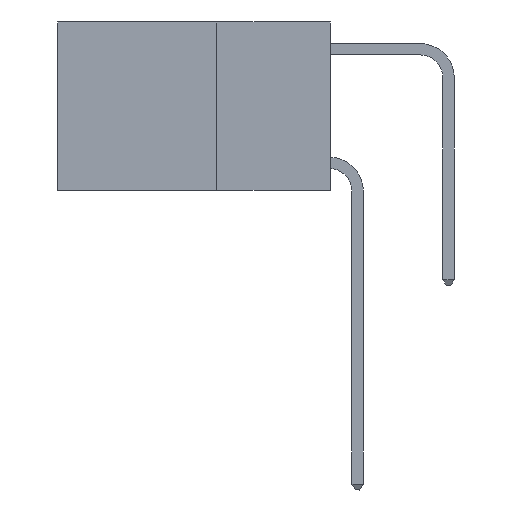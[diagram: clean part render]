
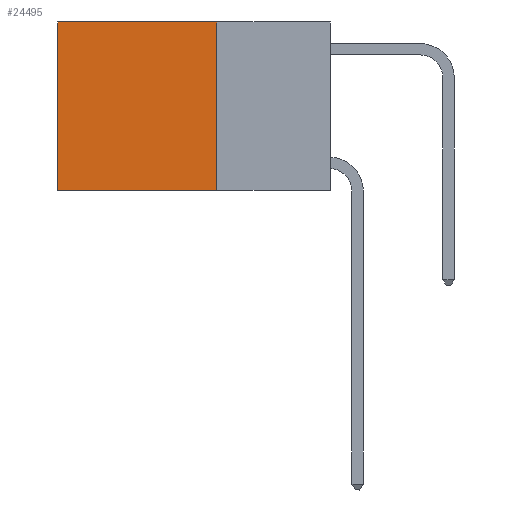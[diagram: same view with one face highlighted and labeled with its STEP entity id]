
A CAD part, left-side view. The second image highlights one B-rep face of the part: STEP entity #24495.
In plain terms, the highlighted planar face has unit normal (-1, 0, 0).
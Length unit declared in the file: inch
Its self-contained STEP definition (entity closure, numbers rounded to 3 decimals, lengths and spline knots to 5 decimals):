
#459 = PLANE ( 'NONE',  #7472 ) ;
#704 = ORIENTED_EDGE ( 'NONE', *, *, #25383, .F. ) ;
#2846 = DIRECTION ( 'NONE',  ( 1., 0., 0. ) ) ;
#4072 = VECTOR ( 'NONE', #21031, 39.37008 ) ;
#4236 = CARTESIAN_POINT ( 'NONE',  ( 0.2625, 0.25, -0.37 ) ) ;
#5210 = EDGE_LOOP ( 'NONE', ( #11568, #17954, #704, #8515 ) ) ;
#7472 = AXIS2_PLACEMENT_3D ( 'NONE', #23760, #2846, #19280 ) ;
#8099 = LINE ( 'NONE', #9199, #19823 ) ;
#8515 = ORIENTED_EDGE ( 'NONE', *, *, #16855, .T. ) ;
#9199 = CARTESIAN_POINT ( 'NONE',  ( 0.2625, 0.6, 0. ) ) ;
#9424 = VECTOR ( 'NONE', #18279, 39.37008 ) ;
#9835 = VERTEX_POINT ( 'NONE', #14779 ) ;
#10604 = DIRECTION ( 'NONE',  ( 0., 0., -1. ) ) ;
#11039 = LINE ( 'NONE', #28132, #4072 ) ;
#11568 = ORIENTED_EDGE ( 'NONE', *, *, #29234, .T. ) ;
#11645 = FACE_OUTER_BOUND ( 'NONE', #5210, .T. ) ;
#12305 = VECTOR ( 'NONE', #10604, 39.37008 ) ;
#12729 = VERTEX_POINT ( 'NONE', #15310 ) ;
#14779 = CARTESIAN_POINT ( 'NONE',  ( 0.2625, 0.25, 0. ) ) ;
#15310 = CARTESIAN_POINT ( 'NONE',  ( 0.2625, 0.6, -0.37 ) ) ;
#15947 = VERTEX_POINT ( 'NONE', #28271 ) ;
#16346 = LINE ( 'NONE', #4236, #9424 ) ;
#16855 = EDGE_CURVE ( 'NONE', #9835, #19166, #11039, .T. ) ;
#17954 = ORIENTED_EDGE ( 'NONE', *, *, #20320, .F. ) ;
#18279 = DIRECTION ( 'NONE',  ( 0., 1., 0. ) ) ;
#19166 = VERTEX_POINT ( 'NONE', #19919 ) ;
#19280 = DIRECTION ( 'NONE',  ( 0., 0., -1. ) ) ;
#19823 = VECTOR ( 'NONE', #23200, 39.37008 ) ;
#19919 = CARTESIAN_POINT ( 'NONE',  ( 0.2625, 0.6, 0. ) ) ;
#20320 = EDGE_CURVE ( 'NONE', #15947, #12729, #16346, .T. ) ;
#21031 = DIRECTION ( 'NONE',  ( 0., 1., 0. ) ) ;
#23200 = DIRECTION ( 'NONE',  ( 0., 0., -1. ) ) ;
#23760 = CARTESIAN_POINT ( 'NONE',  ( 0.2625, 0.25, 0. ) ) ;
#24495 = ADVANCED_FACE ( 'NONE', ( #11645 ), #459, .F. ) ;
#24629 = CARTESIAN_POINT ( 'NONE',  ( 0.2625, 0.25, 0. ) ) ;
#25383 = EDGE_CURVE ( 'NONE', #9835, #15947, #30284, .T. ) ;
#28132 = CARTESIAN_POINT ( 'NONE',  ( 0.2625, 0.25, 0. ) ) ;
#28271 = CARTESIAN_POINT ( 'NONE',  ( 0.2625, 0.25, -0.37 ) ) ;
#29234 = EDGE_CURVE ( 'NONE', #19166, #12729, #8099, .T. ) ;
#30284 = LINE ( 'NONE', #24629, #12305 ) ;
